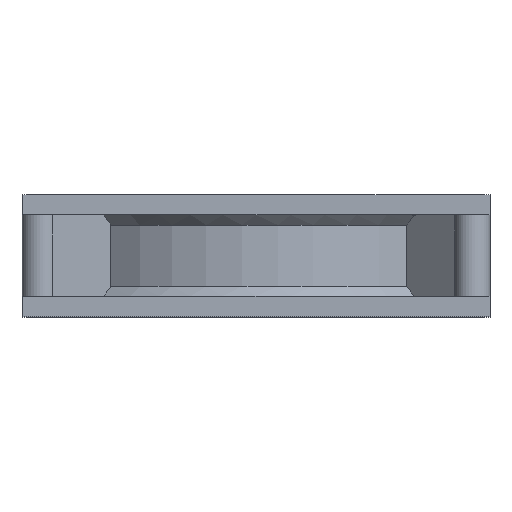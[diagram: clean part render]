
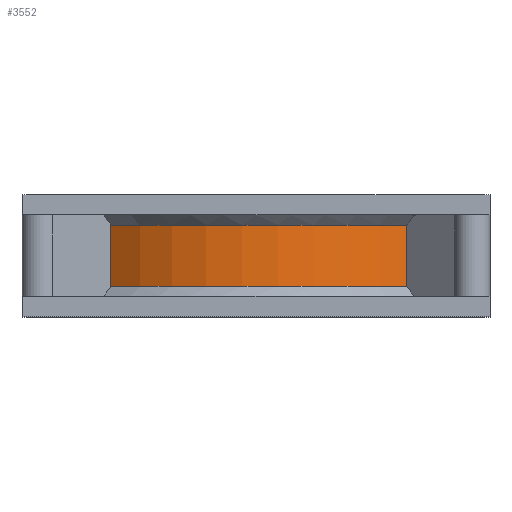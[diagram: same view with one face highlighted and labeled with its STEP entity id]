
A CAD part, top view. The second image highlights one B-rep face of the part: STEP entity #3552.
In plain terms, the highlighted cylindrical face has radius 44 mm (diameter 88 mm), a partial arc.
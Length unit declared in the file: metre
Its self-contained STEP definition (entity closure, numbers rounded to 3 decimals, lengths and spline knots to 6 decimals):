
#123=CYLINDRICAL_SURFACE('',#3953,0.044);
#317=CIRCLE('',#3954,0.044);
#318=CIRCLE('',#3955,0.044);
#1175=ORIENTED_EDGE('',*,*,#1843,.T.);
#1176=ORIENTED_EDGE('',*,*,#1844,.T.);
#1177=ORIENTED_EDGE('',*,*,#1845,.T.);
#1178=ORIENTED_EDGE('',*,*,#1837,.T.);
#1837=EDGE_CURVE('',#2222,#2223,#2498,.T.);
#1843=EDGE_CURVE('',#2223,#2226,#317,.T.);
#1844=EDGE_CURVE('',#2226,#2227,#2501,.T.);
#1845=EDGE_CURVE('',#2227,#2222,#318,.T.);
#2222=VERTEX_POINT('',#6189);
#2223=VERTEX_POINT('',#6190);
#2226=VERTEX_POINT('',#6201);
#2227=VERTEX_POINT('',#6203);
#2498=LINE('',#6188,#2774);
#2501=LINE('',#6202,#2777);
#2774=VECTOR('',#4946,1.);
#2777=VECTOR('',#4961,1.);
#3005=EDGE_LOOP('',(#1175,#1176,#1177,#1178));
#3243=FACE_BOUND('',#3005,.T.);
#3552=ADVANCED_FACE('',(#3243),#123,.T.);
#3953=AXIS2_PLACEMENT_3D('',#6199,#4957,#4958);
#3954=AXIS2_PLACEMENT_3D('',#6200,#4959,#4960);
#3955=AXIS2_PLACEMENT_3D('',#6204,#4962,#4963);
#4946=DIRECTION('',(0.,-1.,0.));
#4957=DIRECTION('',(0.,1.,0.));
#4958=DIRECTION('',(1.,0.,0.));
#4959=DIRECTION('',(0.,1.,0.));
#4960=DIRECTION('',(1.,0.,0.));
#4961=DIRECTION('',(0.,1.,0.));
#4962=DIRECTION('',(0.,-1.,0.));
#4963=DIRECTION('',(1.,0.,0.));
#6188=CARTESIAN_POINT('',(-0.028539,0.,0.033489));
#6189=CARTESIAN_POINT('',(-0.028539,0.018,0.033489));
#6190=CARTESIAN_POINT('',(-0.028539,0.006,0.033489));
#6199=CARTESIAN_POINT('',(0.,0.,0.));
#6200=CARTESIAN_POINT('',(0.,0.006,0.));
#6201=CARTESIAN_POINT('',(0.029666,0.006,0.032495));
#6202=CARTESIAN_POINT('',(0.029666,0.,0.032495));
#6203=CARTESIAN_POINT('',(0.029666,0.018,0.032495));
#6204=CARTESIAN_POINT('',(0.,0.018,0.));
